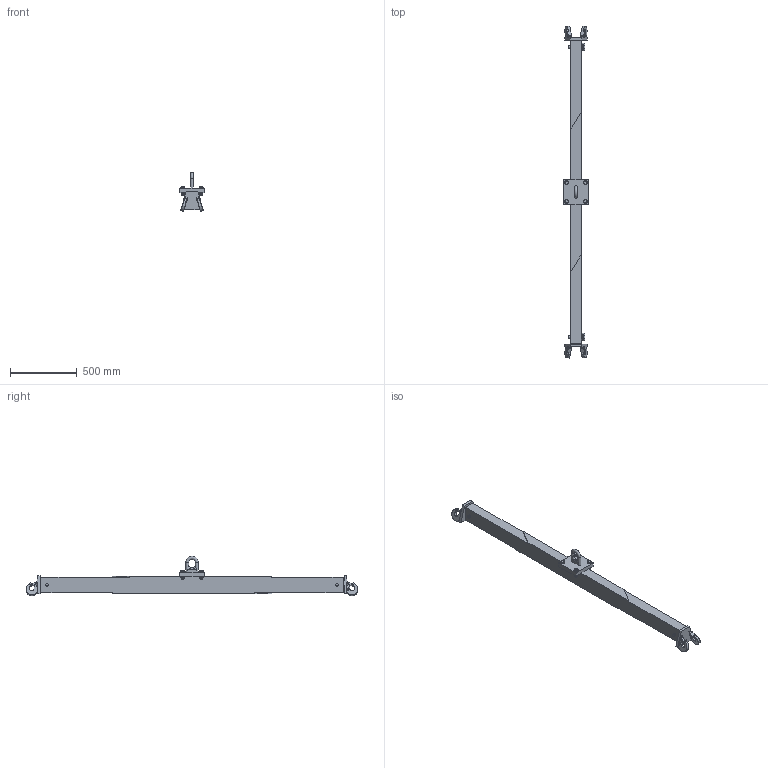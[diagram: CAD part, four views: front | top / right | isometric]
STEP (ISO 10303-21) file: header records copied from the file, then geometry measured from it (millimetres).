
FILE_DESCRIPTION(/* description */ (''),/* implementation_level */ '2;1');
FILE_NAME(/* name */ '601-405_Hebetraverse_HTA_Katalog.stp',/* time_stamp */ '2021-03-24T08:15:26+01:00',/* author */ ('lang1ph'),/* organization */ (''),/* preprocessor_version */ 'ST-DEVELOPER v18.1',/* originating_system */ 'Autodesk Inventor 2021',/* authorisation */ '');
FILE_SCHEMA (('AUTOMOTIVE_DESIGN { 1 0 10303 214 3 1 1 }'));
Length unit declared in the file: millimetre
Products named in the file (1): Baugruppe2_Shrinkwrap_1
Bounding box: 180 x 2479.64 x 294.3 mm (x, y, z)
Surface area: 1163920.8 mm2 (no closed solid volume)
Topology: 0 solids, 16 shells, 650 faces, 2086 edges, 1398 vertices
Faces by surface type: plane 401, cone 80, bspline 78, cylinder 74, torus 17
Full cylindrical faces by diameter (mm): 3.621 x4, 5.9 x8, 6 x6, 16 x4, 20 x4, 22 x6, 22.5 x4, 30 x4
Entity records: 29235 total; most frequent: CARTESIAN_POINT 11381, ORIENTED_EDGE 3680, DIRECTION 3191, EDGE_CURVE 2089, VERTEX_POINT 1398, AXIS2_PLACEMENT_3D 1070, LINE 1051, VECTOR 1051
